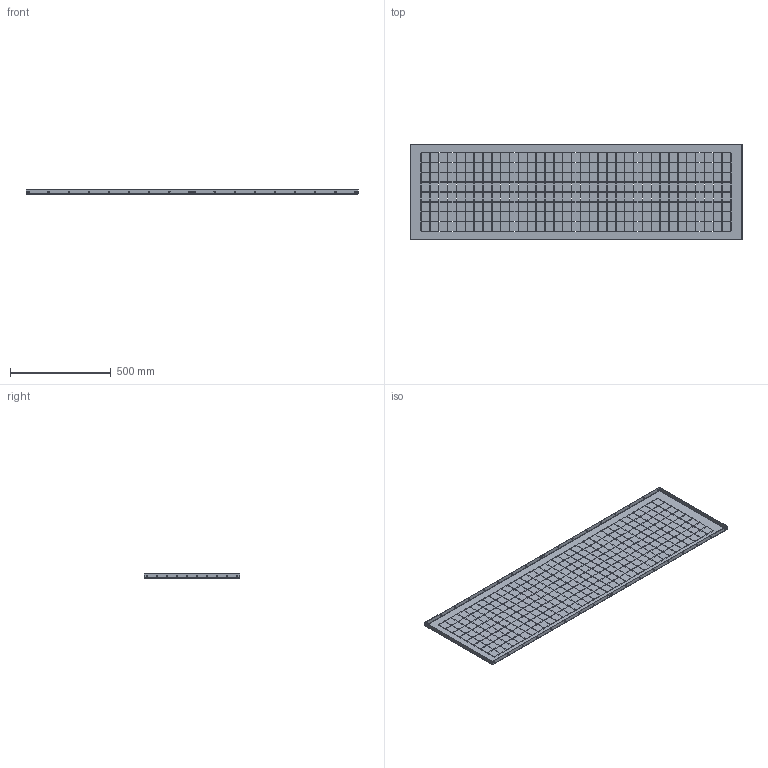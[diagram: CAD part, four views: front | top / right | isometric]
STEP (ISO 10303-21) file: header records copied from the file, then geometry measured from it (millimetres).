
FILE_DESCRIPTION (( 'STEP AP214' ), '1' );
FILE_NAME ('ÌÈ-2572.00.00.001 Ïåðåãîðîäêà âåðòèêàëüíàÿ ïî ãëóáèíå øêàôà 1800õ600.STEP', '2022-12-09T06:24:58', ( '' ), ( '' ), 'SwSTEP 2.0', 'SolidWorks 2021', '' );
FILE_SCHEMA (( 'AUTOMOTIVE_DESIGN' ));
Length unit declared in the file: millimetre
Products named in the file (1): ÌÈ-2572.00.00.001 Ïåðåãîðîäêà âåðòèêàëüíàÿ ïî ãëóáèíå øêàôà 1800õ600
Bounding box: 1649 x 475 x 21 mm (x, y, z)
Volume: 813712.3 mm3; surface area: 1684898.2 mm2
Topology: 1 solids, 1 shells, 2562 faces, 7648 edges, 5088 vertices
Faces by surface type: plane 2438, cylinder 116, bspline 8
Entity records: 87775 total; most frequent: CARTESIAN_POINT 16060, ORIENTED_EDGE 15296, DIRECTION 12946, EDGE_CURVE 7648, LINE 7404, VECTOR 7404, VERTEX_POINT 5088, EDGE_LOOP 3876
